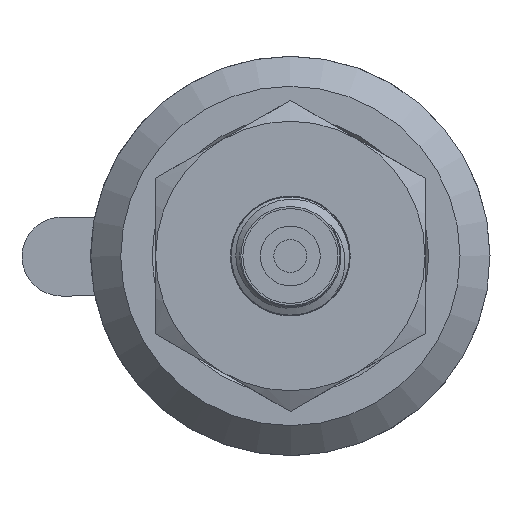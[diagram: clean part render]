
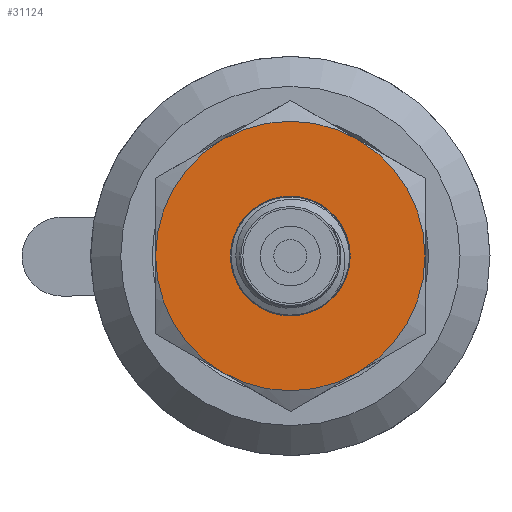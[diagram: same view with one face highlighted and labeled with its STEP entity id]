
A CAD part, left-side view. The second image highlights one B-rep face of the part: STEP entity #31124.
In plain terms, the highlighted face is planar.
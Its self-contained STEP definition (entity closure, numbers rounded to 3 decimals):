
#724=FACE_BOUND('',#5175,.T.);
#1735=PLANE('',#33231);
#3385=FACE_OUTER_BOUND('',#5174,.T.);
#5174=EDGE_LOOP('',(#29202));
#5175=EDGE_LOOP('',(#29203));
#5812=CIRCLE('',#33230,13.5);
#5813=CIRCLE('',#33232,6.);
#15581=VERTEX_POINT('',#86155);
#15582=VERTEX_POINT('',#86159);
#20125=EDGE_CURVE('',#15581,#15581,#5812,.T.);
#20127=EDGE_CURVE('',#15582,#15582,#5813,.T.);
#29202=ORIENTED_EDGE('',*,*,#20125,.T.);
#29203=ORIENTED_EDGE('',*,*,#20127,.F.);
#31124=ADVANCED_FACE('',(#3385,#724),#1735,.T.);
#33230=AXIS2_PLACEMENT_3D('',#86156,#40276,#40277);
#33231=AXIS2_PLACEMENT_3D('',#86158,#40279,#40280);
#33232=AXIS2_PLACEMENT_3D('',#86160,#40281,#40282);
#40276=DIRECTION('center_axis',(1.,0.,0.));
#40277=DIRECTION('ref_axis',(0.,0.,-1.));
#40279=DIRECTION('center_axis',(1.,0.,0.));
#40280=DIRECTION('ref_axis',(0.,0.,-1.));
#40281=DIRECTION('center_axis',(1.,0.,0.));
#40282=DIRECTION('ref_axis',(0.,0.,-1.));
#86155=CARTESIAN_POINT('',(-11.,-13.5,0.));
#86156=CARTESIAN_POINT('Origin',(-11.,0.,0.));
#86158=CARTESIAN_POINT('Origin',(-11.,6.,0.));
#86159=CARTESIAN_POINT('',(-11.,0.,6.));
#86160=CARTESIAN_POINT('Origin',(-11.,0.,0.));
